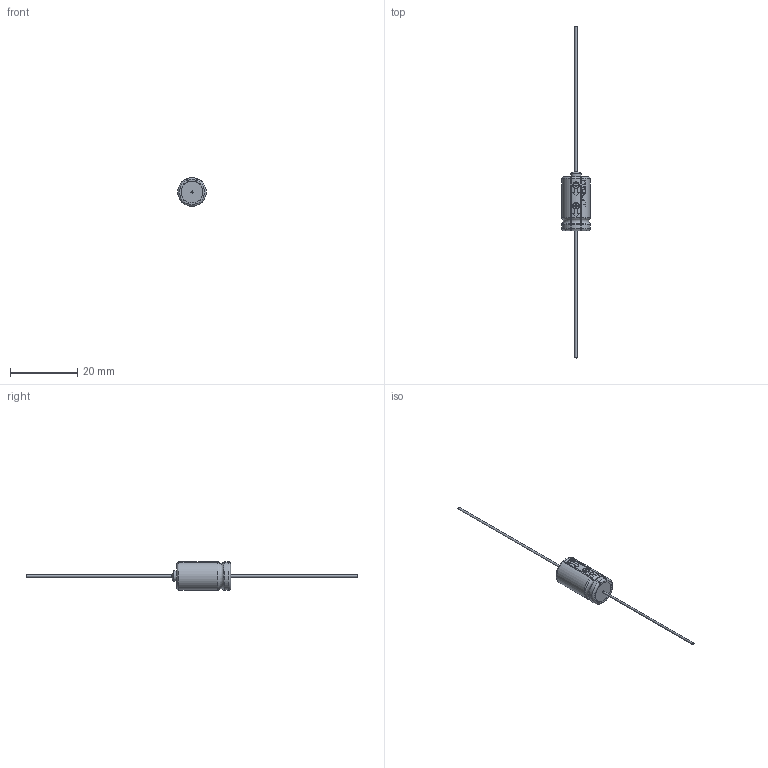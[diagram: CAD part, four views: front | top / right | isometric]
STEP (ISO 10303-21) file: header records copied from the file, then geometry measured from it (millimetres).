
FILE_DESCRIPTION(/* description */ (''),/* implementation_level */ '2;1');
FILE_NAME(/* name */ 'Elko axial 9_0x16_5 isoliert',/* time_stamp */ '2021-03-15T12:51:52+01:00',/* author */ ('Ronny Barwisch'),/* organization */ ('Frolyt Sondermaschinenbau'),/* preprocessor_version */ 'ST-DEVELOPER v16.7',/* originating_system */ 'DEX',/* authorisation */ $);
FILE_SCHEMA (('CONFIG_CONTROL_DESIGN'));
Length unit declared in the file: millimetre
Products named in the file (1): Elko axial 9_0x16_5 isoliert
Bounding box: 8.5 x 99 x 8.5 mm (x, y, z)
Volume: 914.8 mm3; surface area: 704.7 mm2
Topology: 2 solids, 2 shells, 185 faces, 421 edges, 259 vertices
Faces by surface type: plane 87, bspline 44, cylinder 33, torus 21
Full cylindrical faces by diameter (mm): 0.6 x2, 3 x1, 6.5 x2
Entity records: 8226 total; most frequent: CARTESIAN_POINT 3034, ORIENTED_EDGE 820, DIRECTION 713, EDGE_CURVE 410, VERTEX_POINT 256, AXIS2_PLACEMENT_3D 250, LINE 213, VECTOR 213
